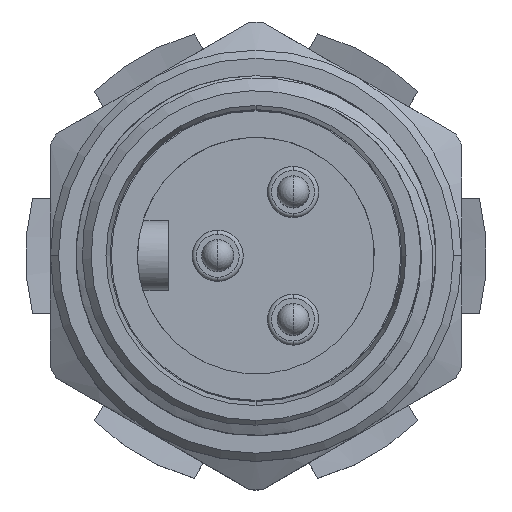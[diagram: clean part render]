
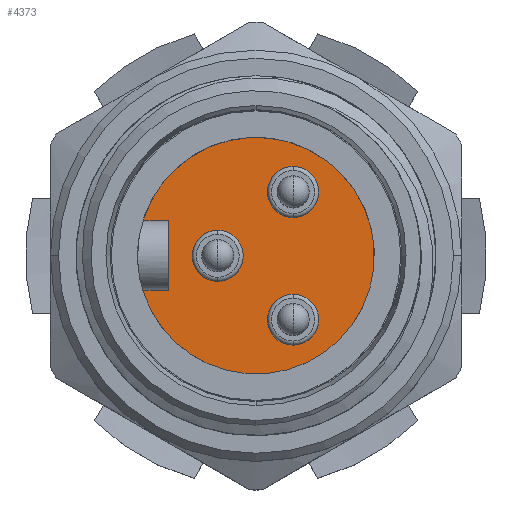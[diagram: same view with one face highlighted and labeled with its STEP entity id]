
A CAD part, top view. The second image highlights one B-rep face of the part: STEP entity #4373.
In plain terms, the highlighted planar face has unit normal (0, 0, 1).
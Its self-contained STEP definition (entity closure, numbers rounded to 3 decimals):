
#77=DIRECTION('',(-1.,0.,0.));
#78=VECTOR('',#77,1.576);
#79=CARTESIAN_POINT('',(-5.4,2.15,7.9));
#80=LINE('',#79,#78);
#81=DIRECTION('',(1.,0.,0.));
#82=VECTOR('',#81,1.576);
#83=CARTESIAN_POINT('',(-6.976,-2.15,7.9));
#84=LINE('',#83,#82);
#85=DIRECTION('',(0.,1.,0.));
#86=VECTOR('',#85,4.3);
#87=CARTESIAN_POINT('',(-5.4,-2.15,7.9));
#88=LINE('',#87,#86);
#89=CARTESIAN_POINT('',(-2.36,0.,7.9));
#90=DIRECTION('',(0.,0.,1.));
#91=DIRECTION('',(0.,-1.,0.));
#92=AXIS2_PLACEMENT_3D('',#89,#90,#91);
#94=CARTESIAN_POINT('',(-2.36,0.,7.9));
#95=DIRECTION('',(0.,0.,1.));
#96=DIRECTION('',(0.,1.,0.));
#97=AXIS2_PLACEMENT_3D('',#94,#95,#96);
#99=CARTESIAN_POINT('',(2.29,3.935,7.9));
#100=DIRECTION('',(0.,0.,1.));
#101=DIRECTION('',(0.,-1.,0.));
#102=AXIS2_PLACEMENT_3D('',#99,#100,#101);
#104=CARTESIAN_POINT('',(2.29,3.935,7.9));
#105=DIRECTION('',(0.,0.,1.));
#106=DIRECTION('',(0.,1.,0.));
#107=AXIS2_PLACEMENT_3D('',#104,#105,#106);
#109=CARTESIAN_POINT('',(2.29,-3.935,7.9));
#110=DIRECTION('',(0.,0.,1.));
#111=DIRECTION('',(0.,-1.,0.));
#112=AXIS2_PLACEMENT_3D('',#109,#110,#111);
#114=CARTESIAN_POINT('',(2.29,-3.935,7.9));
#115=DIRECTION('',(0.,0.,1.));
#116=DIRECTION('',(0.,1.,0.));
#117=AXIS2_PLACEMENT_3D('',#114,#115,#116);
#187=CARTESIAN_POINT('',(0.,0.,7.9));
#188=DIRECTION('',(0.,0.,1.));
#189=DIRECTION('',(-0.956,-0.295,0.));
#190=AXIS2_PLACEMENT_3D('',#187,#188,#189);
#3927=CARTESIAN_POINT('',(-5.4,2.15,7.9));
#3928=CARTESIAN_POINT('',(-6.976,2.15,7.9));
#3929=VERTEX_POINT('',#3927);
#3930=VERTEX_POINT('',#3928);
#3931=CARTESIAN_POINT('',(-6.976,-2.15,7.9));
#3932=CARTESIAN_POINT('',(-5.4,-2.15,7.9));
#3933=VERTEX_POINT('',#3931);
#3934=VERTEX_POINT('',#3932);
#3955=CARTESIAN_POINT('',(-2.36,-1.575,7.9));
#3956=CARTESIAN_POINT('',(-2.36,1.575,7.9));
#3957=VERTEX_POINT('',#3955);
#3958=VERTEX_POINT('',#3956);
#3959=CARTESIAN_POINT('',(2.29,2.36,7.9));
#3960=CARTESIAN_POINT('',(2.29,5.51,7.9));
#3961=VERTEX_POINT('',#3959);
#3962=VERTEX_POINT('',#3960);
#3963=CARTESIAN_POINT('',(2.29,-5.51,7.9));
#3964=CARTESIAN_POINT('',(2.29,-2.36,7.9));
#3965=VERTEX_POINT('',#3963);
#3966=VERTEX_POINT('',#3964);
#4342=CARTESIAN_POINT('',(0.,0.,7.9));
#4343=DIRECTION('',(0.,0.,-1.));
#4344=DIRECTION('',(0.,1.,0.));
#4345=AXIS2_PLACEMENT_3D('',#4342,#4343,#4344);
#4346=PLANE('',#4345);
#4348=ORIENTED_EDGE('',*,*,#4347,.T.);
#4350=ORIENTED_EDGE('',*,*,#4349,.F.);
#4352=ORIENTED_EDGE('',*,*,#4351,.T.);
#4354=ORIENTED_EDGE('',*,*,#4353,.T.);
#4355=EDGE_LOOP('',(#4348,#4350,#4352,#4354));
#4356=FACE_OUTER_BOUND('',#4355,.F.);
#4357=ORIENTED_EDGE('',*,*,#4322,.T.);
#4358=ORIENTED_EDGE('',*,*,#4336,.T.);
#4359=EDGE_LOOP('',(#4357,#4358));
#4360=FACE_BOUND('',#4359,.F.);
#4362=ORIENTED_EDGE('',*,*,#4361,.T.);
#4364=ORIENTED_EDGE('',*,*,#4363,.T.);
#4365=EDGE_LOOP('',(#4362,#4364));
#4366=FACE_BOUND('',#4365,.F.);
#4368=ORIENTED_EDGE('',*,*,#4367,.T.);
#4370=ORIENTED_EDGE('',*,*,#4369,.T.);
#4371=EDGE_LOOP('',(#4368,#4370));
#4372=FACE_BOUND('',#4371,.F.);
#4373=ADVANCED_FACE('',(#4356,#4360,#4366,#4372),#4346,.F.);
#93=CIRCLE('',#92,1.575);
#98=CIRCLE('',#97,1.575);
#103=CIRCLE('',#102,1.575);
#108=CIRCLE('',#107,1.575);
#113=CIRCLE('',#112,1.575);
#118=CIRCLE('',#117,1.575);
#191=CIRCLE('',#190,7.3);
#4322=EDGE_CURVE('',#3957,#3958,#93,.T.);
#4336=EDGE_CURVE('',#3958,#3957,#98,.T.);
#4347=EDGE_CURVE('',#3929,#3930,#80,.T.);
#4349=EDGE_CURVE('',#3933,#3930,#191,.T.);
#4351=EDGE_CURVE('',#3933,#3934,#84,.T.);
#4353=EDGE_CURVE('',#3934,#3929,#88,.T.);
#4361=EDGE_CURVE('',#3961,#3962,#103,.T.);
#4363=EDGE_CURVE('',#3962,#3961,#108,.T.);
#4367=EDGE_CURVE('',#3965,#3966,#113,.T.);
#4369=EDGE_CURVE('',#3966,#3965,#118,.T.);
